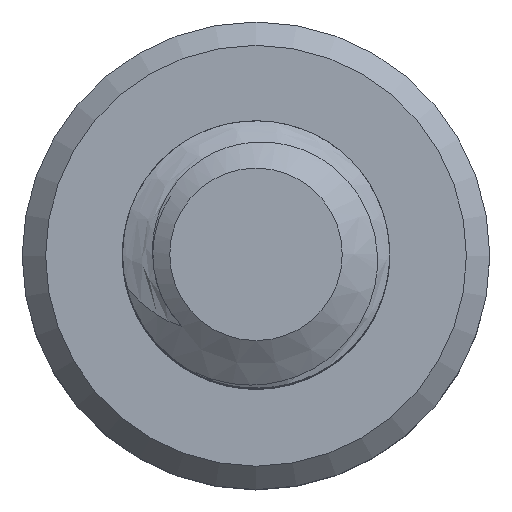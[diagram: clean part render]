
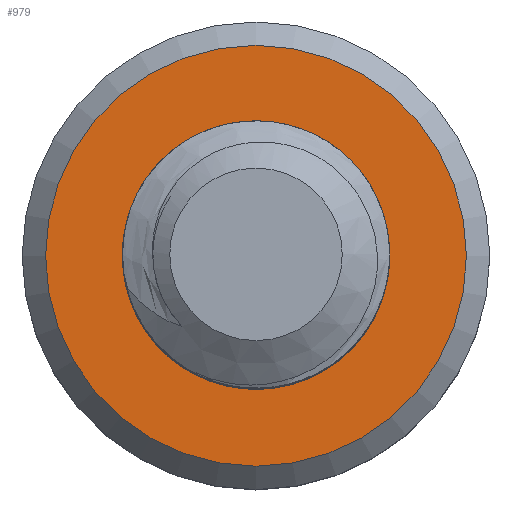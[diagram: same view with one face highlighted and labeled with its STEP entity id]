
A CAD part, top view. The second image highlights one B-rep face of the part: STEP entity #979.
In plain terms, the highlighted planar face has unit normal (0, 0, 1).
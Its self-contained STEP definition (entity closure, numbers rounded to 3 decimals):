
#16=FACE_BOUND('',#149,.T.);
#19=PLANE('',#1065);
#89=FACE_OUTER_BOUND('',#148,.T.);
#148=EDGE_LOOP('',(#852));
#149=EDGE_LOOP('',(#853,#854,#855,#856));
#162=CIRCLE('',#1007,2.);
#166=CIRCLE('',#1045,3.15);
#172=CIRCLE('',#1056,1.545);
#253=B_SPLINE_CURVE_WITH_KNOTS('',3,(#4415,#4416,#4417,#4418,#4419,#4420,
#4421,#4422,#4423,#4424,#4425,#4426,#4427,#4428,#4429,#4430),
 .UNSPECIFIED.,.F.,.F.,(4,2,2,2,2,2,2,4),(0.,0.069,0.153,
0.243,0.289,0.368,0.444,0.541),
 .UNSPECIFIED.);
#254=B_SPLINE_CURVE_WITH_KNOTS('',3,(#4913,#4914,#4915,#4916,#4917,#4918,
#4919,#4920,#4921,#4922,#4923,#4924,#4925,#4926,#4927,#4928),
 .UNSPECIFIED.,.F.,.F.,(4,2,2,2,2,2,2,4),(0.,0.052,0.088,
0.125,0.154,0.175,0.189,
0.201),.UNSPECIFIED.);
#357=VERTEX_POINT('',#1279);
#358=VERTEX_POINT('',#1296);
#429=VERTEX_POINT('',#3818);
#438=VERTEX_POINT('',#3889);
#439=VERTEX_POINT('',#3906);
#452=EDGE_CURVE('',#357,#358,#162,.T.);
#557=EDGE_CURVE('',#429,#429,#166,.T.);
#571=EDGE_CURVE('',#439,#438,#172,.T.);
#575=EDGE_CURVE('',#438,#358,#253,.T.);
#576=EDGE_CURVE('',#357,#439,#254,.T.);
#852=ORIENTED_EDGE('',*,*,#557,.T.);
#853=ORIENTED_EDGE('',*,*,#452,.F.);
#854=ORIENTED_EDGE('',*,*,#576,.T.);
#855=ORIENTED_EDGE('',*,*,#571,.T.);
#856=ORIENTED_EDGE('',*,*,#575,.T.);
#979=ADVANCED_FACE('',(#89,#16),#19,.F.);
#1007=AXIS2_PLACEMENT_3D('',#1297,#1083,#1084);
#1045=AXIS2_PLACEMENT_3D('',#3820,#1193,#1194);
#1056=AXIS2_PLACEMENT_3D('',#3907,#1218,#1219);
#1065=AXIS2_PLACEMENT_3D('',#4940,#1236,#1237);
#1083=DIRECTION('center_axis',(0.,0.,1.));
#1084=DIRECTION('ref_axis',(1.,0.,0.));
#1193=DIRECTION('center_axis',(0.,0.,1.));
#1194=DIRECTION('ref_axis',(-1.,0.,0.));
#1218=DIRECTION('center_axis',(0.,0.,-1.));
#1219=DIRECTION('ref_axis',(1.,0.,0.));
#1236=DIRECTION('center_axis',(0.,0.,-1.));
#1237=DIRECTION('ref_axis',(-1.,0.,0.));
#1279=CARTESIAN_POINT('',(1.553,1.261,-12.));
#1296=CARTESIAN_POINT('',(0.239,1.986,-12.));
#1297=CARTESIAN_POINT('Origin',(0.,0.,-12.));
#3818=CARTESIAN_POINT('',(3.15,0.,-12.));
#3820=CARTESIAN_POINT('Origin',(0.,0.,-12.));
#3889=CARTESIAN_POINT('',(-1.2,-0.974,-12.));
#3906=CARTESIAN_POINT('',(-0.185,-1.534,-12.));
#3907=CARTESIAN_POINT('Origin',(0.,0.,-12.));
#4415=CARTESIAN_POINT('Ctrl Pts',(-1.2,-0.974,
-12.));
#4416=CARTESIAN_POINT('Ctrl Pts',(-1.366,-0.814,-12.));
#4417=CARTESIAN_POINT('Ctrl Pts',(-1.471,-0.636,
-12.));
#4418=CARTESIAN_POINT('Ctrl Pts',(-1.615,-0.322,
-12.));
#4419=CARTESIAN_POINT('Ctrl Pts',(-1.664,-0.138,
-12.));
#4420=CARTESIAN_POINT('Ctrl Pts',(-1.699,0.253,-12.));
#4421=CARTESIAN_POINT('Ctrl Pts',(-1.68,0.457,-12.));
#4422=CARTESIAN_POINT('Ctrl Pts',(-1.596,0.752,-12.));
#4423=CARTESIAN_POINT('Ctrl Pts',(-1.556,0.86,-12.));
#4424=CARTESIAN_POINT('Ctrl Pts',(-1.387,1.185,-12.));
#4425=CARTESIAN_POINT('Ctrl Pts',(-1.243,1.369,-12.));
#4426=CARTESIAN_POINT('Ctrl Pts',(-0.9,1.669,-12.));
#4427=CARTESIAN_POINT('Ctrl Pts',(-0.707,1.785,-12.));
#4428=CARTESIAN_POINT('Ctrl Pts',(-0.232,1.965,-12.));
#4429=CARTESIAN_POINT('Ctrl Pts',(0.021,1.992,-12.));
#4430=CARTESIAN_POINT('Ctrl Pts',(0.239,1.986,-12.));
#4913=CARTESIAN_POINT('Ctrl Pts',(1.553,1.261,-12.));
#4914=CARTESIAN_POINT('Ctrl Pts',(1.648,1.118,-12.));
#4915=CARTESIAN_POINT('Ctrl Pts',(1.779,0.886,-12.));
#4916=CARTESIAN_POINT('Ctrl Pts',(1.888,0.356,-12.));
#4917=CARTESIAN_POINT('Ctrl Pts',(1.893,0.131,-12.));
#4918=CARTESIAN_POINT('Ctrl Pts',(1.822,-0.32,-12.));
#4919=CARTESIAN_POINT('Ctrl Pts',(1.743,-0.541,-12.));
#4920=CARTESIAN_POINT('Ctrl Pts',(1.536,-0.894,-12.));
#4921=CARTESIAN_POINT('Ctrl Pts',(1.397,-1.082,-12.));
#4922=CARTESIAN_POINT('Ctrl Pts',(1.012,-1.371,-12.));
#4923=CARTESIAN_POINT('Ctrl Pts',(0.824,-1.463,-12.));
#4924=CARTESIAN_POINT('Ctrl Pts',(0.496,-1.553,-12.));
#4925=CARTESIAN_POINT('Ctrl Pts',(0.363,-1.573,-12.));
#4926=CARTESIAN_POINT('Ctrl Pts',(0.112,-1.58,-12.));
#4927=CARTESIAN_POINT('Ctrl Pts',(-0.03,-1.572,
-12.));
#4928=CARTESIAN_POINT('Ctrl Pts',(-0.185,-1.534,
-12.));
#4940=CARTESIAN_POINT('Origin',(0.,0.,-12.));
